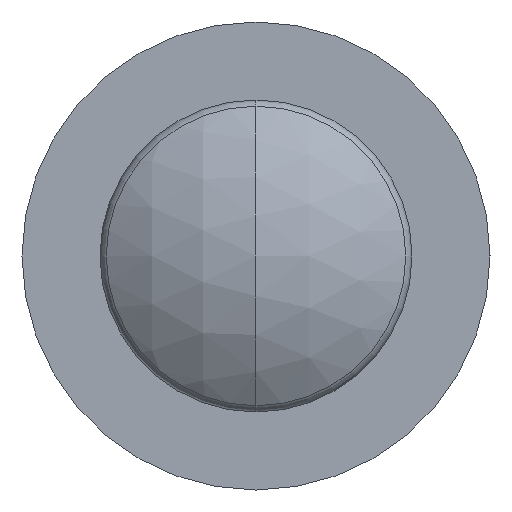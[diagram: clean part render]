
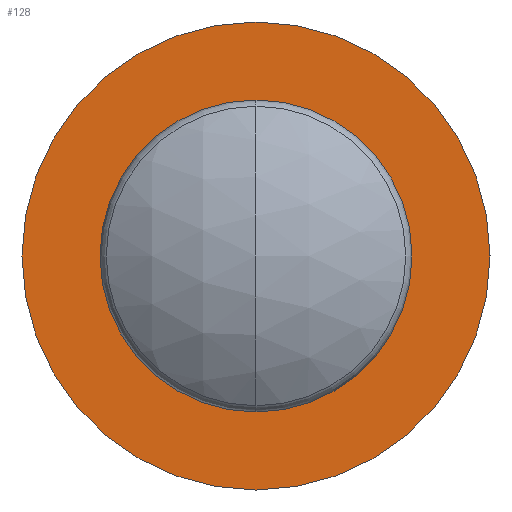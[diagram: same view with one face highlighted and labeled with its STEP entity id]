
A CAD part, left-side view. The second image highlights one B-rep face of the part: STEP entity #128.
In plain terms, the highlighted planar face has unit normal (-1, 0, 0).
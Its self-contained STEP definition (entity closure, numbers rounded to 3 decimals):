
#1 = CIRCLE ( 'NONE', #223, 2. ) ;
#3 = ORIENTED_EDGE ( 'NONE', *, *, #140, .T. ) ;
#18 = DIRECTION ( 'NONE',  ( 1., 0., 0. ) ) ;
#23 = AXIS2_PLACEMENT_3D ( 'NONE', #241, #155, #201 ) ;
#29 = EDGE_CURVE ( 'NONE', #175, #45, #245, .T. ) ;
#39 = FACE_OUTER_BOUND ( 'NONE', #207, .T. ) ;
#42 = DIRECTION ( 'NONE',  ( 0., 0., -1. ) ) ;
#45 = VERTEX_POINT ( 'NONE', #236 ) ;
#61 = DIRECTION ( 'NONE',  ( 1., 0., 0. ) ) ;
#66 = EDGE_CURVE ( 'NONE', #45, #175, #115, .T. ) ;
#67 = CARTESIAN_POINT ( 'NONE',  ( 0., 0., -3. ) ) ;
#71 = AXIS2_PLACEMENT_3D ( 'NONE', #212, #61, #126 ) ;
#106 = AXIS2_PLACEMENT_3D ( 'NONE', #111, #247, #107 ) ;
#107 = DIRECTION ( 'NONE',  ( 0., 0., -1. ) ) ;
#110 = CIRCLE ( 'NONE', #106, 2. ) ;
#111 = CARTESIAN_POINT ( 'NONE',  ( 0., 0., 0. ) ) ;
#115 = CIRCLE ( 'NONE', #273, 3. ) ;
#126 = DIRECTION ( 'NONE',  ( 0., 0., -1. ) ) ;
#128 = ADVANCED_FACE ( 'NONE', ( #221, #39 ), #129, .F. ) ;
#129 = PLANE ( 'NONE',  #23 ) ;
#137 = CARTESIAN_POINT ( 'NONE',  ( 0., 0., 0. ) ) ;
#138 = VERTEX_POINT ( 'NONE', #246 ) ;
#140 = EDGE_CURVE ( 'NONE', #138, #227, #110, .T. ) ;
#145 = CARTESIAN_POINT ( 'NONE',  ( 0., 0., 0. ) ) ;
#155 = DIRECTION ( 'NONE',  ( 1., 0., 0. ) ) ;
#175 = VERTEX_POINT ( 'NONE', #67 ) ;
#184 = ORIENTED_EDGE ( 'NONE', *, *, #66, .F. ) ;
#201 = DIRECTION ( 'NONE',  ( 0., 0., -1. ) ) ;
#205 = EDGE_CURVE ( 'NONE', #227, #138, #1, .T. ) ;
#207 = EDGE_LOOP ( 'NONE', ( #184, #274 ) ) ;
#212 = CARTESIAN_POINT ( 'NONE',  ( 0., 0., 0. ) ) ;
#221 = FACE_BOUND ( 'NONE', #258, .T. ) ;
#223 = AXIS2_PLACEMENT_3D ( 'NONE', #137, #18, #287 ) ;
#227 = VERTEX_POINT ( 'NONE', #282 ) ;
#236 = CARTESIAN_POINT ( 'NONE',  ( 0., 0., 3. ) ) ;
#241 = CARTESIAN_POINT ( 'NONE',  ( 0., 0., 0. ) ) ;
#242 = DIRECTION ( 'NONE',  ( 1., 0., 0. ) ) ;
#245 = CIRCLE ( 'NONE', #71, 3. ) ;
#246 = CARTESIAN_POINT ( 'NONE',  ( 0., 0., 2. ) ) ;
#247 = DIRECTION ( 'NONE',  ( 1., 0., 0. ) ) ;
#258 = EDGE_LOOP ( 'NONE', ( #275, #3 ) ) ;
#273 = AXIS2_PLACEMENT_3D ( 'NONE', #145, #242, #42 ) ;
#274 = ORIENTED_EDGE ( 'NONE', *, *, #29, .F. ) ;
#275 = ORIENTED_EDGE ( 'NONE', *, *, #205, .T. ) ;
#282 = CARTESIAN_POINT ( 'NONE',  ( 0., 0., -2. ) ) ;
#287 = DIRECTION ( 'NONE',  ( 0., 0., -1. ) ) ;
